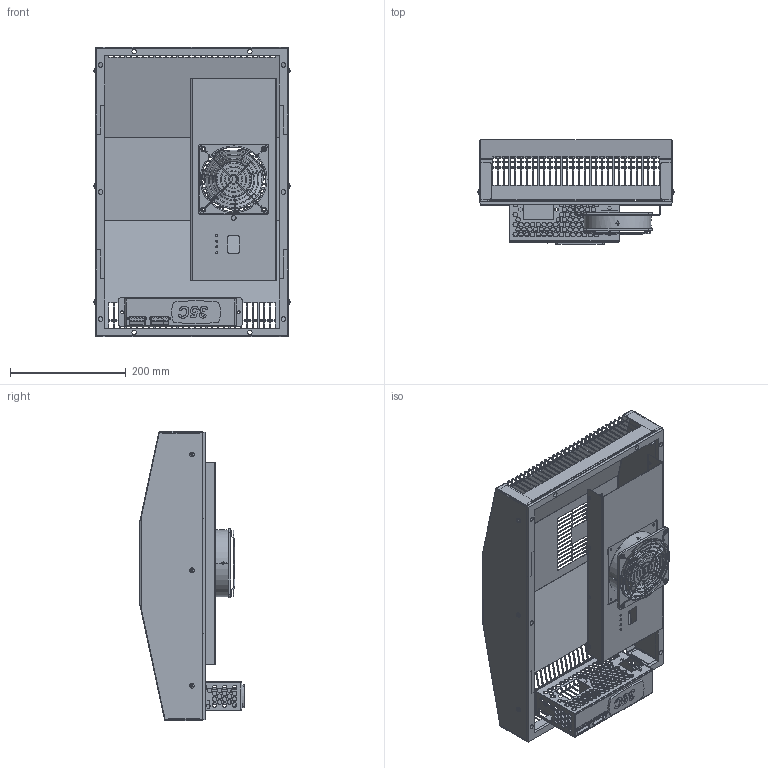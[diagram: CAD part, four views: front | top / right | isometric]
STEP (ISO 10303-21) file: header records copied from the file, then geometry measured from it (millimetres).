
FILE_DESCRIPTION((''),'2;1');
FILE_NAME('TG6205-IJ-COMPLETE_ASM_1_ASM','2023-09-20T15:24:46',('alexcam'),(''),'CREO PARAMETRIC BY PTC INC, 2018500','CREO PARAMETRIC BY PTC INC, 2018500','');
FILE_SCHEMA(('AUTOMOTIVE_DESIGN { 1 0 10303 214 1 1 1 1 }'));
Products named in the file (22): TG3200_SUPU_INTDEFL_1; TG3200_SUPU_INTDEFL_ASM_1_ASM; EBM_4314_U_1; FINGER_GUARD_119X119_AXIAL_FAN_; TG3152600-SEIFCTRL_ASM_1_ASM; TG6205-SC-MOUNTING-INS-HOR_1; TG6205-SC-MOUNTING-INS-VERT_1; TG6205-SC-HOUSING_ASM_1_ASM; TG6105-IJ-CNTRLR-BKT_1; TG6105-IJ-CNTRLR-BKT-MNF_ASM_1_ASM; CAREL-IJ_1; MC-PB7_62H04C-F_1; MC-RJ7_62H04P_1_2; MC-RJ7_62H04P_1_ASM; MC-7_62-4-PUSH-IN-ASSEMBLY_ASM__ASM; MC-PB5_08H05C-F_1; MC-5-5-PUSH-IN-ASSEMBLY_ASM_1_ASM; TG6105-IJ-CONTROLLER-BKT_ASM_1_ASM; TG6205-SC-AMBIENT-COVER_1; SCREW_DIN_7985-M4X10-A2_1; TG6205-SC-AMBIENT-COVER_ASM_1_ASM; TG6205-IJ-COMPLETE_ASM_1_ASM
Assembly tree (28 placements, depth 5):
  TG6205-IJ-COMPLETE_ASM_1_ASM
    TG6205-SC-HOUSING_ASM_1_ASM
      TG3152600-SEIFCTRL_ASM_1_ASM
        TG3200_SUPU_INTDEFL_ASM_1_ASM
          TG3200_SUPU_INTDEFL_1
        EBM_4314_U_1
        FINGER_GUARD_119X119_AXIAL_FAN_
      TG6205-SC-MOUNTING-INS-HOR_1  x2
      TG6205-SC-MOUNTING-INS-VERT_1  x2
    TG6105-IJ-CONTROLLER-BKT_ASM_1_ASM
      TG6105-IJ-CNTRLR-BKT-MNF_ASM_1_ASM
        TG6105-IJ-CNTRLR-BKT_1
      CAREL-IJ_1
      MC-7_62-4-PUSH-IN-ASSEMBLY_ASM__ASM
        MC-PB7_62H04C-F_1
        MC-RJ7_62H04P_1_ASM
          MC-RJ7_62H04P_1_2
      MC-5-5-PUSH-IN-ASSEMBLY_ASM_1_ASM
        MC-PB5_08H05C-F_1
    TG6205-SC-AMBIENT-COVER_ASM_1_ASM
      TG6205-SC-AMBIENT-COVER_1
      SCREW_DIN_7985-M4X10-A2_1  x6
Bounding box: 339.09 x 180.4 x 500 mm (x, y, z)
Volume: 813254.2 mm3; surface area: 940357.7 mm2
Topology: 19 solids, 32 shells, 3776 faces, 10582 edges, 6775 vertices
Faces by surface type: plane 2406, cylinder 922, cone 163, torus 142, extrusion 66, bspline 65, sphere 12
Entity records: 155007 total; most frequent: CARTESIAN_POINT 33563, ORIENTED_EDGE 19668, DIRECTION 18141, EDGE_CURVE 9834, PRESENTATION_STYLE_ASSIGNMENT 7989, STYLED_ITEM 7936, VECTOR 7171, LINE 7105
